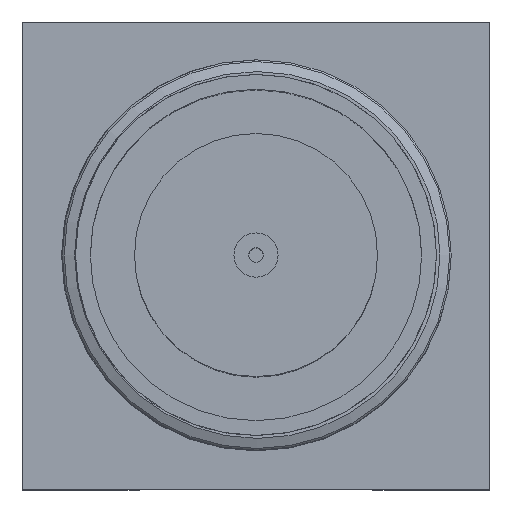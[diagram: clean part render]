
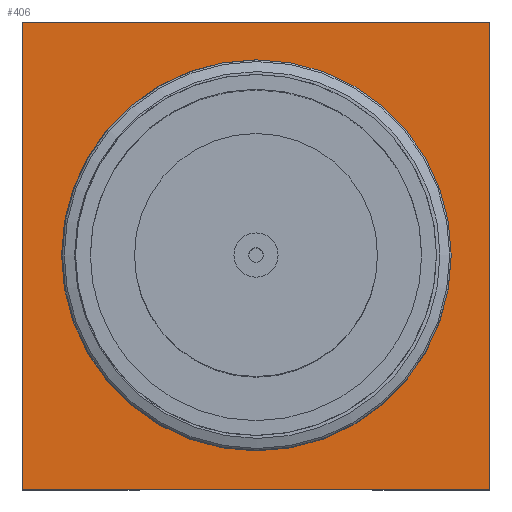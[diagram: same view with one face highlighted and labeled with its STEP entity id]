
A CAD part, top view. The second image highlights one B-rep face of the part: STEP entity #406.
In plain terms, the highlighted planar face has unit normal (0, 0, 1).
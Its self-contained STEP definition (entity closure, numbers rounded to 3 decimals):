
#32 = VERTEX_POINT('',#33);
#33 = CARTESIAN_POINT('',(-3.175,-3.175,2.51));
#39 = EDGE_CURVE('',#32,#40,#42,.T.);
#40 = VERTEX_POINT('',#41);
#41 = CARTESIAN_POINT('',(3.175,-3.175,2.51));
#42 = LINE('',#43,#44);
#43 = CARTESIAN_POINT('',(-3.175,-3.175,2.51));
#44 = VECTOR('',#45,1.);
#45 = DIRECTION('',(1.,0.,0.));
#365 = EDGE_CURVE('',#40,#366,#368,.T.);
#366 = VERTEX_POINT('',#367);
#367 = CARTESIAN_POINT('',(3.175,3.175,2.51));
#368 = LINE('',#369,#370);
#369 = CARTESIAN_POINT('',(3.175,-3.175,2.51));
#370 = VECTOR('',#371,1.);
#371 = DIRECTION('',(0.,1.,0.));
#406 = ADVANCED_FACE('',(#407,#425),#436,.T.);
#407 = FACE_BOUND('',#408,.T.);
#408 = EDGE_LOOP('',(#409,#410,#411,#419));
#409 = ORIENTED_EDGE('',*,*,#39,.T.);
#410 = ORIENTED_EDGE('',*,*,#365,.T.);
#411 = ORIENTED_EDGE('',*,*,#412,.T.);
#412 = EDGE_CURVE('',#366,#413,#415,.T.);
#413 = VERTEX_POINT('',#414);
#414 = CARTESIAN_POINT('',(-3.175,3.175,2.51));
#415 = LINE('',#416,#417);
#416 = CARTESIAN_POINT('',(3.175,3.175,2.51));
#417 = VECTOR('',#418,1.);
#418 = DIRECTION('',(-1.,0.,0.));
#419 = ORIENTED_EDGE('',*,*,#420,.T.);
#420 = EDGE_CURVE('',#413,#32,#421,.T.);
#421 = LINE('',#422,#423);
#422 = CARTESIAN_POINT('',(-3.175,3.175,2.51));
#423 = VECTOR('',#424,1.);
#424 = DIRECTION('',(0.,-1.,0.));
#425 = FACE_BOUND('',#426,.T.);
#426 = EDGE_LOOP('',(#427));
#427 = ORIENTED_EDGE('',*,*,#428,.F.);
#428 = EDGE_CURVE('',#429,#429,#431,.T.);
#429 = VERTEX_POINT('',#430);
#430 = CARTESIAN_POINT('',(2.5,0.,2.51));
#431 = CIRCLE('',#432,2.5);
#432 = AXIS2_PLACEMENT_3D('',#433,#434,#435);
#433 = CARTESIAN_POINT('',(0.,0.,2.51));
#434 = DIRECTION('',(0.,0.,1.));
#435 = DIRECTION('',(1.,0.,0.));
#436 = PLANE('',#437);
#437 = AXIS2_PLACEMENT_3D('',#438,#439,#440);
#438 = CARTESIAN_POINT('',(0.,0.,2.51
));
#439 = DIRECTION('',(0.,0.,1.));
#440 = DIRECTION('',(1.,0.,0.));
